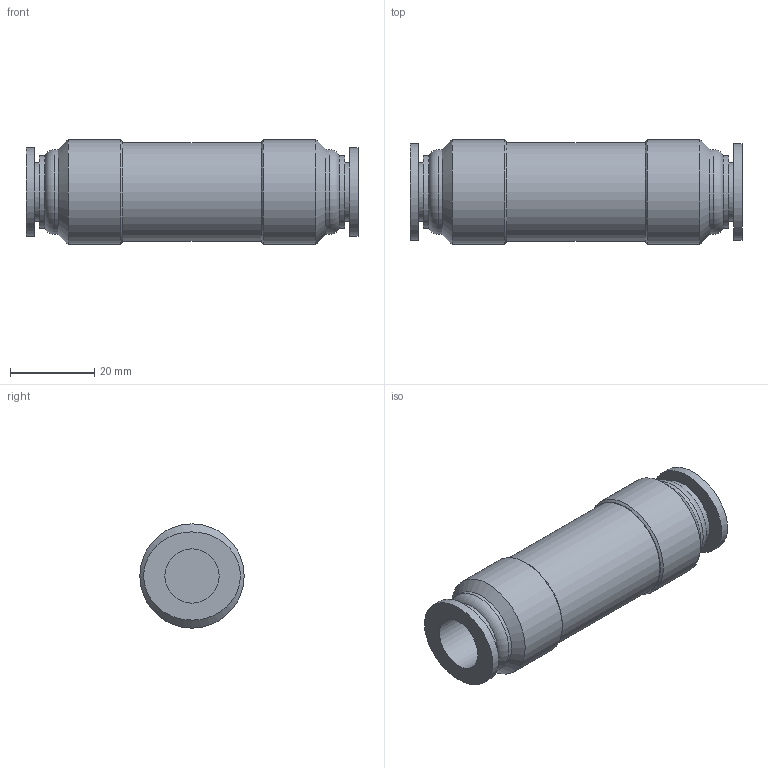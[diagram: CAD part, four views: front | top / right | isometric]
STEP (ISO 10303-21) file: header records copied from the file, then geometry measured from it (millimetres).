
FILE_DESCRIPTION(/* description */ ('Unknown'),/* implementation_level */ '2;1');
FILE_NAME(/* name */ 'CP3.1;2',/* time_stamp */ '2018-10-29T11:32:44-04:00',/* author */ ('Unknown'),/* organization */ ('Unknown'),/* preprocessor_version */ 'ST-DEVELOPER v16.7',/* originating_system */ 'DEX',/* authorisation */ $);
FILE_SCHEMA (('AUTOMOTIVE_DESIGN {1 0 10303 214 3 1 1}'));
Length unit declared in the file: millimetre
Products named in the file (1): CP3.1;2
Bounding box: 79 x 24.8 x 24.8 mm (x, y, z)
Volume: 29971.8 mm3; surface area: 8307.9 mm2
Topology: 1 solids, 1 shells, 29 faces, 51 edges, 32 vertices
Faces by surface type: cylinder 11, plane 10, cone 4, torus 2, bspline 2
Full cylindrical faces by diameter (mm): 12.9 x2, 13.9 x2, 17.2 x2, 20.2 x2, 23.5 x1, 24.8 x2
Entity records: 672 total; most frequent: CARTESIAN_POINT 160, DIRECTION 112, ORIENTED_EDGE 56, EDGE_LOOP 56, FACE_BOUND 56, AXIS2_PLACEMENT_3D 56, ADVANCED_FACE 29, EDGE_CURVE 28
